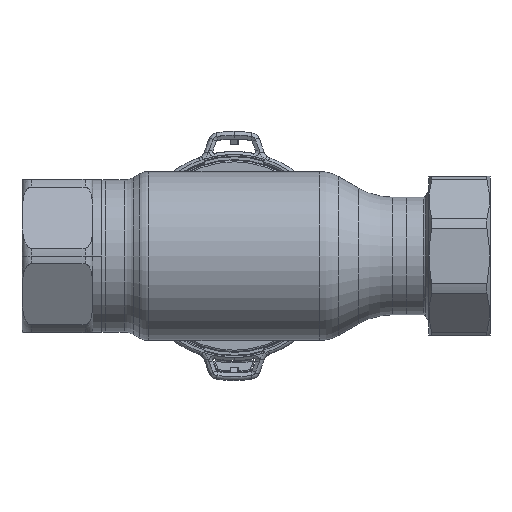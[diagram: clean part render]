
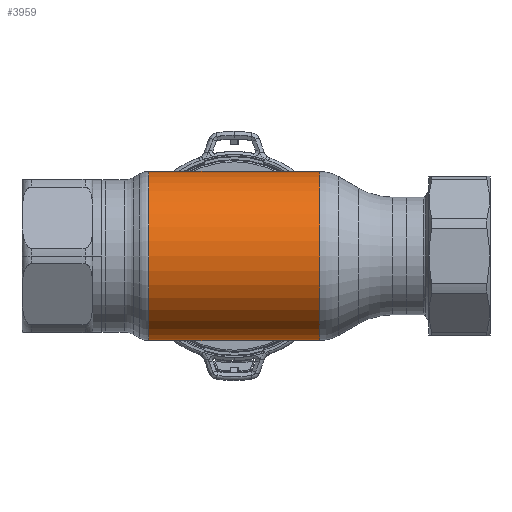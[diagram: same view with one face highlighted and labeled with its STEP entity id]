
A CAD part, front view. The second image highlights one B-rep face of the part: STEP entity #3959.
In plain terms, the highlighted cylindrical face has radius 27.5 mm (diameter 55 mm), a partial arc.
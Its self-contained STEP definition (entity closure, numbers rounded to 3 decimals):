
#387 = FACE_OUTER_BOUND ( 'NONE', #3823, .T. ) ;
#3554 = CARTESIAN_POINT ( 'NONE',  ( 27.785, 0., 27.5 ) ) ;
#3823 = EDGE_LOOP ( 'NONE', ( #7579, #34459, #27816, #37536 ) ) ;
#3959 = ADVANCED_FACE ( 'NONE', ( #387 ), #36882, .T. ) ;
#5430 = DIRECTION ( 'NONE',  ( 1., 0., 0. ) ) ;
#6662 = DIRECTION ( 'NONE',  ( 0., 0., -1. ) ) ;
#6781 = LINE ( 'NONE', #18667, #34670 ) ;
#7079 = EDGE_CURVE ( 'NONE', #22467, #28556, #14155, .T. ) ;
#7579 = ORIENTED_EDGE ( 'NONE', *, *, #29112, .F. ) ;
#9241 = CARTESIAN_POINT ( 'NONE',  ( 27.785, 0., 0. ) ) ;
#9452 = CIRCLE ( 'NONE', #21447, 27.5 ) ;
#9614 = AXIS2_PLACEMENT_3D ( 'NONE', #12503, #36503, #30571 ) ;
#9956 = DIRECTION ( 'NONE',  ( 1., 0., 0. ) ) ;
#12503 = CARTESIAN_POINT ( 'NONE',  ( 62.69, 0., 0. ) ) ;
#12980 = CARTESIAN_POINT ( 'NONE',  ( -27.785, 0., 0. ) ) ;
#14155 = CIRCLE ( 'NONE', #30669, 27.5 ) ;
#18667 = CARTESIAN_POINT ( 'NONE',  ( 62.69, 0., -27.5 ) ) ;
#18936 = EDGE_CURVE ( 'NONE', #24092, #28556, #6781, .T. ) ;
#20541 = CARTESIAN_POINT ( 'NONE',  ( -27.785, 0., -27.5 ) ) ;
#20592 = VERTEX_POINT ( 'NONE', #23006 ) ;
#21447 = AXIS2_PLACEMENT_3D ( 'NONE', #12980, #31257, #6662 ) ;
#22467 = VERTEX_POINT ( 'NONE', #3554 ) ;
#23006 = CARTESIAN_POINT ( 'NONE',  ( -27.785, 0., 27.5 ) ) ;
#23279 = CARTESIAN_POINT ( 'NONE',  ( 62.69, 0., 27.5 ) ) ;
#24092 = VERTEX_POINT ( 'NONE', #20541 ) ;
#25407 = EDGE_CURVE ( 'NONE', #20592, #24092, #9452, .T. ) ;
#26824 = LINE ( 'NONE', #23279, #28828 ) ;
#27816 = ORIENTED_EDGE ( 'NONE', *, *, #18936, .T. ) ;
#28556 = VERTEX_POINT ( 'NONE', #35453 ) ;
#28828 = VECTOR ( 'NONE', #5430, 1000. ) ;
#29112 = EDGE_CURVE ( 'NONE', #20592, #22467, #26824, .T. ) ;
#30571 = DIRECTION ( 'NONE',  ( 0., 0., -1. ) ) ;
#30669 = AXIS2_PLACEMENT_3D ( 'NONE', #9241, #36587, #30847 ) ;
#30847 = DIRECTION ( 'NONE',  ( 0., 0., -1. ) ) ;
#31257 = DIRECTION ( 'NONE',  ( 1., 0., 0. ) ) ;
#34459 = ORIENTED_EDGE ( 'NONE', *, *, #25407, .T. ) ;
#34670 = VECTOR ( 'NONE', #9956, 1000. ) ;
#35453 = CARTESIAN_POINT ( 'NONE',  ( 27.785, 0., -27.5 ) ) ;
#36503 = DIRECTION ( 'NONE',  ( 1., 0., 0. ) ) ;
#36587 = DIRECTION ( 'NONE',  ( 1., 0., 0. ) ) ;
#36882 = CYLINDRICAL_SURFACE ( 'NONE', #9614, 27.5 ) ;
#37536 = ORIENTED_EDGE ( 'NONE', *, *, #7079, .F. ) ;
